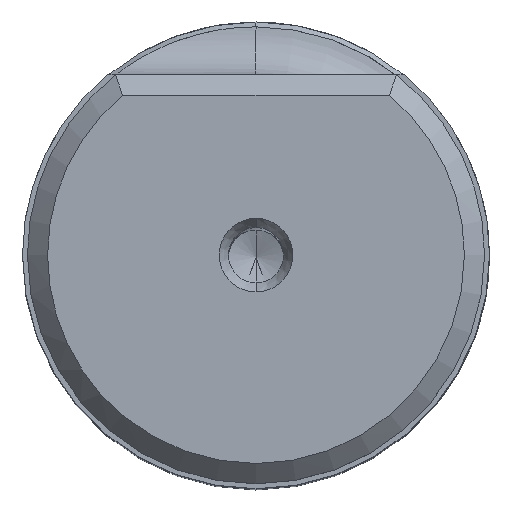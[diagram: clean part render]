
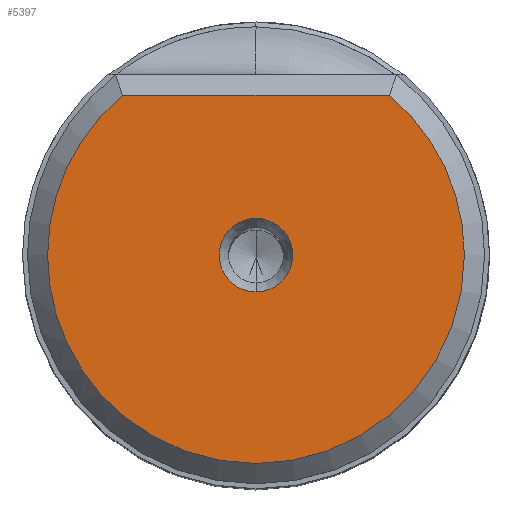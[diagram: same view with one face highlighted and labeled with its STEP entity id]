
A CAD part, top view. The second image highlights one B-rep face of the part: STEP entity #5397.
In plain terms, the highlighted planar face has unit normal (0, 0, 1).
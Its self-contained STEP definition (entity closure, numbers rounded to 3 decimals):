
#3438=LINE('',#48152,#4468);
#4468=VECTOR('',#25267,1.);
#5397=ADVANCED_FACE('',(#6199,#6200),#6082,.T.);
#6082=PLANE('',#21199);
#6199=FACE_BOUND('',#6852,.T.);
#6200=FACE_BOUND('',#6853,.T.);
#6852=EDGE_LOOP('',(#11127,#11128,#11129,#11130,#11131));
#6853=EDGE_LOOP('',(#11132,#11133));
#11127=ORIENTED_EDGE('',*,*,#17472,.F.);
#11128=ORIENTED_EDGE('',*,*,#17473,.F.);
#11129=ORIENTED_EDGE('',*,*,#17474,.F.);
#11130=ORIENTED_EDGE('',*,*,#17475,.F.);
#11131=ORIENTED_EDGE('',*,*,#17476,.F.);
#11132=ORIENTED_EDGE('',*,*,#17471,.F.);
#11133=ORIENTED_EDGE('',*,*,#17477,.F.);
#14764=VERTEX_POINT('',#48138);
#14765=VERTEX_POINT('',#48140);
#14766=VERTEX_POINT('',#48144);
#14767=VERTEX_POINT('',#48145);
#14768=VERTEX_POINT('',#48147);
#14769=VERTEX_POINT('',#48149);
#14770=VERTEX_POINT('',#48151);
#17471=EDGE_CURVE('',#14765,#14764,#18882,.T.);
#17472=EDGE_CURVE('',#14766,#14767,#18883,.T.);
#17473=EDGE_CURVE('',#14768,#14766,#18884,.T.);
#17474=EDGE_CURVE('',#14769,#14768,#18885,.T.);
#17475=EDGE_CURVE('',#14770,#14769,#18886,.T.);
#17476=EDGE_CURVE('',#14767,#14770,#3438,.T.);
#17477=EDGE_CURVE('',#14764,#14765,#18887,.T.);
#18882=CIRCLE('',#21192,4.);
#18883=CIRCLE('',#21194,22.665);
#18884=CIRCLE('',#21195,22.665);
#18885=CIRCLE('',#21196,22.665);
#18886=CIRCLE('',#21197,22.665);
#18887=CIRCLE('',#21198,4.);
#21192=AXIS2_PLACEMENT_3D('',#48141,#25255,#25256);
#21194=AXIS2_PLACEMENT_3D('',#48143,#25259,#25260);
#21195=AXIS2_PLACEMENT_3D('',#48146,#25261,#25262);
#21196=AXIS2_PLACEMENT_3D('',#48148,#25263,#25264);
#21197=AXIS2_PLACEMENT_3D('',#48150,#25265,#25266);
#21198=AXIS2_PLACEMENT_3D('',#48153,#25268,#25269);
#21199=AXIS2_PLACEMENT_3D('',#48154,#25270,#25271);
#25255=DIRECTION('',(0.,0.,1.));
#25256=DIRECTION('',(0.,1.,0.));
#25259=DIRECTION('',(0.,0.,-1.));
#25260=DIRECTION('',(-1.,0.,0.));
#25261=DIRECTION('',(0.,0.,-1.));
#25262=DIRECTION('',(-0.64,-0.768,0.));
#25263=DIRECTION('',(0.,0.,-1.));
#25264=DIRECTION('',(1.,0.,0.));
#25265=DIRECTION('',(0.,0.,-1.));
#25266=DIRECTION('',(0.64,0.768,0.));
#25267=DIRECTION('',(1.,0.,0.));
#25268=DIRECTION('',(0.,0.,1.));
#25269=DIRECTION('',(0.,-1.,0.));
#25270=DIRECTION('',(0.,0.,1.));
#25271=DIRECTION('',(1.,0.,0.));
#48138=CARTESIAN_POINT('',(0.,-4.,0.));
#48140=CARTESIAN_POINT('',(0.,4.,0.));
#48141=CARTESIAN_POINT('',(0.,0.,0.));
#48143=CARTESIAN_POINT('',(0.,0.,0.));
#48144=CARTESIAN_POINT('',(-22.665,0.,0.));
#48145=CARTESIAN_POINT('',(-14.512,17.41,0.));
#48146=CARTESIAN_POINT('',(0.,0.,0.));
#48147=CARTESIAN_POINT('',(-14.512,-17.41,0.));
#48148=CARTESIAN_POINT('',(0.,0.,0.));
#48149=CARTESIAN_POINT('',(22.665,0.,0.));
#48150=CARTESIAN_POINT('',(0.,0.,0.));
#48151=CARTESIAN_POINT('',(14.512,17.41,0.));
#48152=CARTESIAN_POINT('',(-14.512,17.41,0.));
#48153=CARTESIAN_POINT('',(0.,0.,0.));
#48154=CARTESIAN_POINT('',(0.,-2.628,0.));
